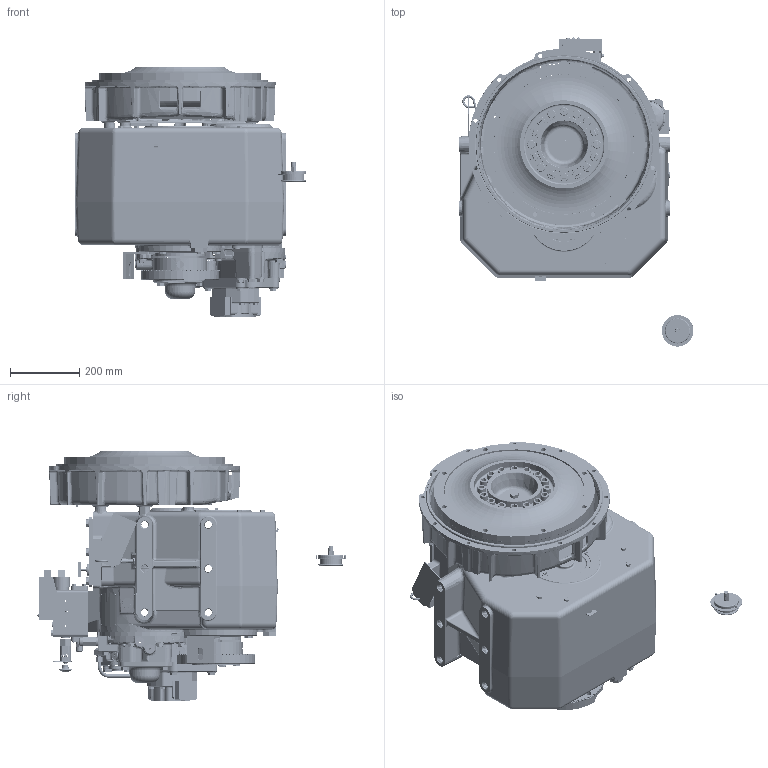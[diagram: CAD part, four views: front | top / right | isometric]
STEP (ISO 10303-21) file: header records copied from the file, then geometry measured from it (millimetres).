
FILE_DESCRIPTION (( 'STEP AP214' ), '1' );
FILE_NAME ('1027662.STEP', '2014-09-23T13:00:23', ( '' ), ( '' ), 'SwSTEP 2.0', 'SolidWorks 2010', '' );
FILE_SCHEMA (( 'AUTOMOTIVE_DESIGN' ));
Length unit declared in the file: millimetre
Products named in the file (1): 1027662
Bounding box: 679.1 x 894.43 x 722.31 mm (x, y, z)
Surface area: 4504146.8 mm2 (no closed solid volume)
Topology: 0 solids, 2539 shells, 9282 faces, 38655 edges, 31260 vertices
Faces by surface type: plane 5569, cylinder 1723, bspline 815, cone 531, torus 483, sphere 161
Entity records: 570639 total; most frequent: CARTESIAN_POINT 165633, DIRECTION 60111, ORIENTED_EDGE 50870, EDGE_CURVE 38477, VERTEX_POINT 31221, LINE 24073, VECTOR 24073, AXIS2_PLACEMENT_3D 18019
